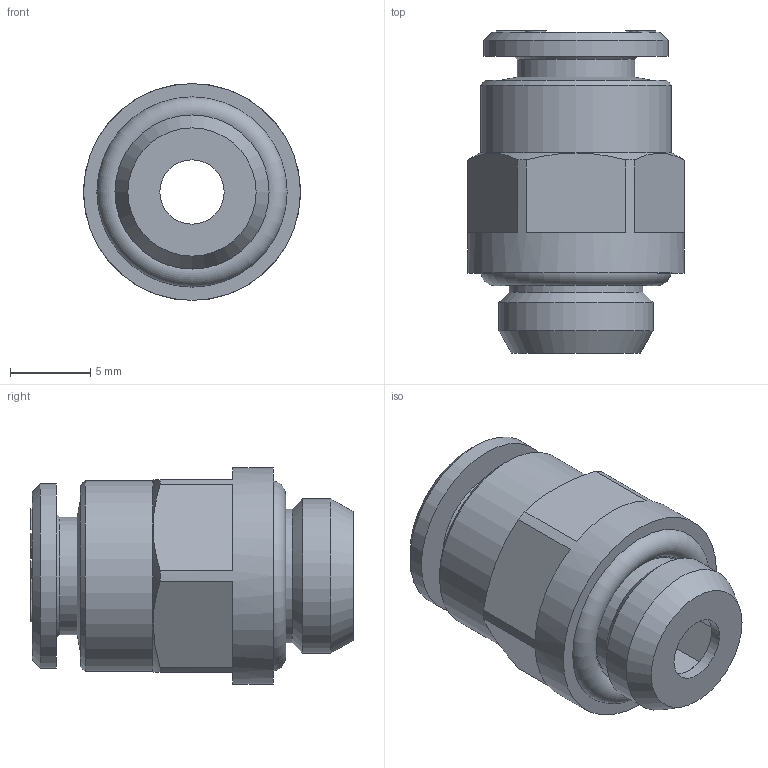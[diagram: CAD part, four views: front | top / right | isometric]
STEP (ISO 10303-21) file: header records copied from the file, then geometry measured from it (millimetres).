
FILE_DESCRIPTION(/* description */ ('STEP AP214'),/* implementation_level */ '2;1');
FILE_NAME(/* name */ 'AP020031',/* time_stamp */ '2023-03-28T14:13:26+02:00',/* author */ ('License CC BY-ND 4.0'),/* organization */ ('CADENAS'),/* preprocessor_version */ 'ST-DEVELOPER v19.3',/* originating_system */ 'PARTsolutions',/* authorisation */ ' ');
FILE_SCHEMA (('AUTOMOTIVE_DESIGN {1 0 10303 214 3 1 1}'));
Length unit declared in the file: millimetre
Products named in the file (2): AP020031; AP020031_PART1
Assembly tree (1 placements, depth 2):
  AP020031
    AP020031_PART1
Bounding box: 13.5 x 20.1 x 13.5 mm (x, y, z)
Volume: 1504.2 mm3; surface area: 1444.2 mm2
Topology: 1 solids, 1 shells, 155 faces, 393 edges, 257 vertices
Faces by surface type: plane 94, bspline 43, cone 9, cylinder 8, torus 1
Full cylindrical faces by diameter (mm): 4 x1, 6.15 x1, 7.3 x1, 8.3 x1, 9.6 x1, 11.5 x1, 11.9 x1, 13.5 x1
Entity records: 7984 total; most frequent: CARTESIAN_POINT 3502, ORIENTED_EDGE 740, DIRECTION 540, EDGE_CURVE 370, VERTEX_POINT 252, LINE 232, VECTOR 232, EDGE_LOOP 192
